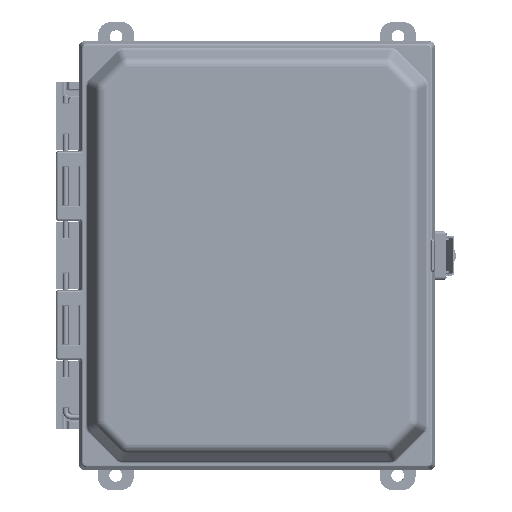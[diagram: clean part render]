
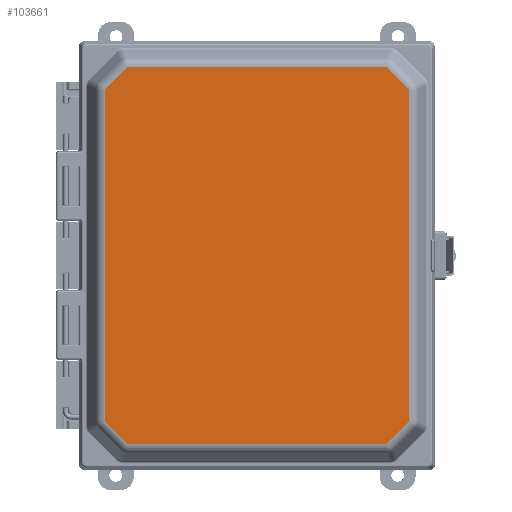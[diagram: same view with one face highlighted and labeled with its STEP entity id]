
A CAD part, top view. The second image highlights one B-rep face of the part: STEP entity #103661.
In plain terms, the highlighted planar face has unit normal (0, 0, 1).
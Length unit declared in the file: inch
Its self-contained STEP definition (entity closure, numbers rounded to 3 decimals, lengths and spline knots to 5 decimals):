
#4135 = LINE ( 'NONE', #37716, #120280 ) ;
#11421 = CARTESIAN_POINT ( 'NONE',  ( -3.17594, -4.60694, 1. ) ) ;
#17917 = ORIENTED_EDGE ( 'NONE', *, *, #31984, .T. ) ;
#26792 = CARTESIAN_POINT ( 'NONE',  ( -3.1293, -4.65359, 1. ) ) ;
#27152 = VERTEX_POINT ( 'NONE', #99451 ) ;
#28390 = CARTESIAN_POINT ( 'NONE',  ( 3.71694, 4.13192, 1. ) ) ;
#31691 = LINE ( 'NONE', #61331, #202160 ) ;
#31984 = EDGE_CURVE ( 'NONE', #77275, #199946, #4135, .T. ) ;
#34533 = LINE ( 'NONE', #26792, #83548 ) ;
#35293 = LINE ( 'NONE', #98459, #117803 ) ;
#37716 = CARTESIAN_POINT ( 'NONE',  ( 3.24192, -4.60694, 1. ) ) ;
#38298 = DIRECTION ( 'NONE',  ( 0., -1., 0. ) ) ;
#42943 = VECTOR ( 'NONE', #143917, 39.37008 ) ;
#54166 = CARTESIAN_POINT ( 'NONE',  ( -3.71694, -4.13192, 1. ) ) ;
#55071 = ORIENTED_EDGE ( 'NONE', *, *, #210272, .T. ) ;
#57317 = LINE ( 'NONE', #154073, #178664 ) ;
#58667 = CARTESIAN_POINT ( 'NONE',  ( -3.17594, 4.60694, 1. ) ) ;
#61331 = CARTESIAN_POINT ( 'NONE',  ( -3.24192, 4.60694, 1. ) ) ;
#65086 = EDGE_CURVE ( 'NONE', #199946, #82178, #57317, .T. ) ;
#68050 = ORIENTED_EDGE ( 'NONE', *, *, #106217, .T. ) ;
#69626 = AXIS2_PLACEMENT_3D ( 'NONE', #171540, #204734, #105855 ) ;
#70672 = CARTESIAN_POINT ( 'NONE',  ( 3.71694, -4.06594, 1. ) ) ;
#77275 = VERTEX_POINT ( 'NONE', #11421 ) ;
#79331 = DIRECTION ( 'NONE',  ( -1., 0., 0. ) ) ;
#80354 = VECTOR ( 'NONE', #38298, 39.37008 ) ;
#82178 = VERTEX_POINT ( 'NONE', #70672 ) ;
#83535 = VERTEX_POINT ( 'NONE', #58667 ) ;
#83548 = VECTOR ( 'NONE', #142311, 39.37008 ) ;
#85508 = LINE ( 'NONE', #54166, #80354 ) ;
#86811 = LINE ( 'NONE', #28390, #42943 ) ;
#98459 = CARTESIAN_POINT ( 'NONE',  ( -3.76359, 4.0193, 1. ) ) ;
#99451 = CARTESIAN_POINT ( 'NONE',  ( -3.71694, -4.06594, 1. ) ) ;
#103661 = ADVANCED_FACE ( 'NONE', ( #115909 ), #188104, .T. ) ;
#105287 = ORIENTED_EDGE ( 'NONE', *, *, #187751, .T. ) ;
#105418 = VERTEX_POINT ( 'NONE', #115113 ) ;
#105855 = DIRECTION ( 'NONE',  ( 1., 0., 0. ) ) ;
#106217 = EDGE_CURVE ( 'NONE', #82178, #111752, #86811, .T. ) ;
#111752 = VERTEX_POINT ( 'NONE', #123471 ) ;
#113325 = ORIENTED_EDGE ( 'NONE', *, *, #142315, .T. ) ;
#114932 = DIRECTION ( 'NONE',  ( -0.707, -0.707, 0. ) ) ;
#115113 = CARTESIAN_POINT ( 'NONE',  ( 3.17594, 4.60694, 1. ) ) ;
#115909 = FACE_OUTER_BOUND ( 'NONE', #199790, .T. ) ;
#117803 = VECTOR ( 'NONE', #114932, 39.37008 ) ;
#120280 = VECTOR ( 'NONE', #169845, 39.37008 ) ;
#121346 = EDGE_CURVE ( 'NONE', #83535, #177509, #35293, .T. ) ;
#123471 = CARTESIAN_POINT ( 'NONE',  ( 3.71694, 4.06594, 1. ) ) ;
#126700 = ORIENTED_EDGE ( 'NONE', *, *, #65086, .T. ) ;
#126922 = CARTESIAN_POINT ( 'NONE',  ( 3.17594, -4.60694, 1. ) ) ;
#128831 = LINE ( 'NONE', #144325, #172836 ) ;
#142311 = DIRECTION ( 'NONE',  ( 0.707, -0.707, 0. ) ) ;
#142315 = EDGE_CURVE ( 'NONE', #111752, #105418, #128831, .T. ) ;
#143917 = DIRECTION ( 'NONE',  ( 0., 1., 0. ) ) ;
#144325 = CARTESIAN_POINT ( 'NONE',  ( 3.1293, 4.65359, 1. ) ) ;
#154073 = CARTESIAN_POINT ( 'NONE',  ( 3.76359, -4.0193, 1. ) ) ;
#169845 = DIRECTION ( 'NONE',  ( 1., 0., 0. ) ) ;
#171540 = CARTESIAN_POINT ( 'NONE',  ( 0., 8.42028, 1. ) ) ;
#172836 = VECTOR ( 'NONE', #193407, 39.37008 ) ;
#176015 = CARTESIAN_POINT ( 'NONE',  ( -3.71694, 4.06594, 1. ) ) ;
#177509 = VERTEX_POINT ( 'NONE', #176015 ) ;
#178664 = VECTOR ( 'NONE', #203824, 39.37008 ) ;
#186446 = EDGE_CURVE ( 'NONE', #105418, #83535, #31691, .T. ) ;
#187751 = EDGE_CURVE ( 'NONE', #177509, #27152, #85508, .T. ) ;
#188104 = PLANE ( 'NONE',  #69626 ) ;
#193407 = DIRECTION ( 'NONE',  ( -0.707, 0.707, 0. ) ) ;
#199790 = EDGE_LOOP ( 'NONE', ( #68050, #113325, #201846, #213820, #105287, #55071, #17917, #126700 ) ) ;
#199946 = VERTEX_POINT ( 'NONE', #126922 ) ;
#201846 = ORIENTED_EDGE ( 'NONE', *, *, #186446, .T. ) ;
#202160 = VECTOR ( 'NONE', #79331, 39.37008 ) ;
#203824 = DIRECTION ( 'NONE',  ( 0.707, 0.707, 0. ) ) ;
#204734 = DIRECTION ( 'NONE',  ( 0., 0., 1. ) ) ;
#210272 = EDGE_CURVE ( 'NONE', #27152, #77275, #34533, .T. ) ;
#213820 = ORIENTED_EDGE ( 'NONE', *, *, #121346, .T. ) ;
